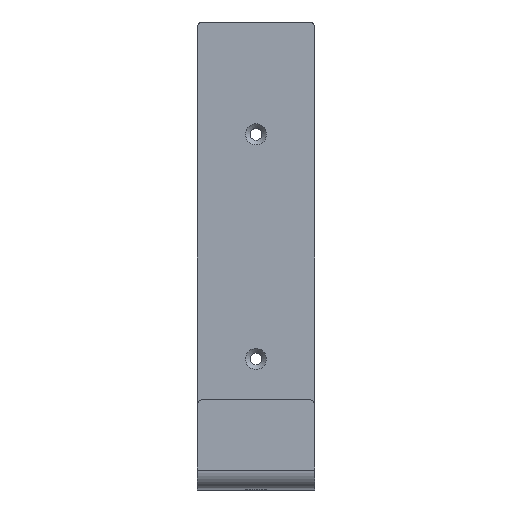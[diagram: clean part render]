
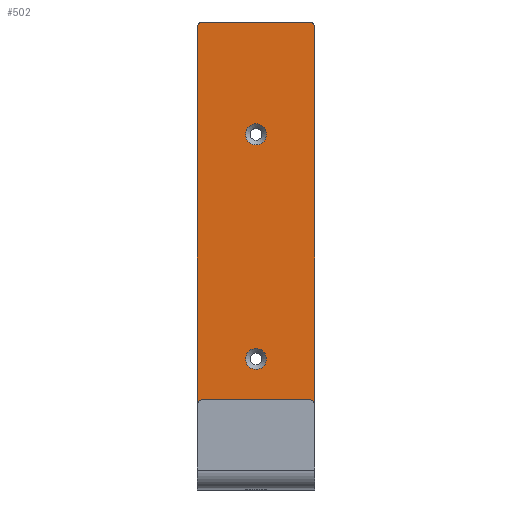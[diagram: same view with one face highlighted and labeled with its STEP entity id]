
A CAD part, top view. The second image highlights one B-rep face of the part: STEP entity #502.
In plain terms, the highlighted planar face has unit normal (0, 0, 1).
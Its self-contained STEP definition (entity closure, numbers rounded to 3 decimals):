
#15=FACE_BOUND('',#91,.T.);
#16=FACE_BOUND('',#92,.T.);
#22=PLANE('',#559);
#58=FACE_OUTER_BOUND('',#90,.T.);
#90=EDGE_LOOP('',(#381,#382,#383,#384,#385,#386));
#91=EDGE_LOOP('',(#387));
#92=EDGE_LOOP('',(#388));
#128=LINE('',#801,#174);
#131=LINE('',#807,#177);
#132=LINE('',#809,#178);
#133=LINE('',#811,#179);
#174=VECTOR('',#645,10.);
#177=VECTOR('',#650,5.76);
#178=VECTOR('',#651,10.);
#179=VECTOR('',#652,5.76);
#215=CIRCLE('',#546,4.5);
#218=CIRCLE('',#551,4.5);
#222=CIRCLE('',#557,2.);
#223=CIRCLE('',#560,2.);
#240=VERTEX_POINT('',#771);
#243=VERTEX_POINT('',#781);
#248=VERTEX_POINT('',#794);
#249=VERTEX_POINT('',#796);
#250=VERTEX_POINT('',#800);
#252=VERTEX_POINT('',#806);
#253=VERTEX_POINT('',#808);
#254=VERTEX_POINT('',#810);
#283=EDGE_CURVE('',#240,#240,#215,.T.);
#288=EDGE_CURVE('',#243,#243,#218,.T.);
#295=EDGE_CURVE('',#248,#249,#222,.T.);
#297=EDGE_CURVE('',#250,#249,#128,.T.);
#300=EDGE_CURVE('',#248,#252,#131,.T.);
#301=EDGE_CURVE('',#252,#253,#132,.T.);
#302=EDGE_CURVE('',#254,#253,#133,.T.);
#303=EDGE_CURVE('',#250,#254,#223,.T.);
#381=ORIENTED_EDGE('',*,*,#295,.F.);
#382=ORIENTED_EDGE('',*,*,#300,.T.);
#383=ORIENTED_EDGE('',*,*,#301,.T.);
#384=ORIENTED_EDGE('',*,*,#302,.F.);
#385=ORIENTED_EDGE('',*,*,#303,.F.);
#386=ORIENTED_EDGE('',*,*,#297,.T.);
#387=ORIENTED_EDGE('',*,*,#283,.T.);
#388=ORIENTED_EDGE('',*,*,#288,.T.);
#502=ADVANCED_FACE('',(#58,#15,#16),#22,.T.);
#546=AXIS2_PLACEMENT_3D('',#772,#613,#614);
#551=AXIS2_PLACEMENT_3D('',#782,#625,#626);
#557=AXIS2_PLACEMENT_3D('',#797,#640,#641);
#559=AXIS2_PLACEMENT_3D('',#805,#648,#649);
#560=AXIS2_PLACEMENT_3D('',#812,#653,#654);
#613=DIRECTION('center_axis',(0.,0.,-1.));
#614=DIRECTION('ref_axis',(1.,0.,0.));
#625=DIRECTION('center_axis',(0.,0.,-1.));
#626=DIRECTION('ref_axis',(1.,0.,0.));
#640=DIRECTION('center_axis',(0.,0.,-1.));
#641=DIRECTION('ref_axis',(-0.707,0.707,0.));
#645=DIRECTION('',(-1.,0.,0.));
#648=DIRECTION('center_axis',(0.,0.,1.));
#649=DIRECTION('ref_axis',(0.,-1.,0.));
#650=DIRECTION('',(0.,-1.,0.));
#651=DIRECTION('',(1.,0.,0.));
#652=DIRECTION('',(0.,-1.,0.));
#653=DIRECTION('center_axis',(0.,0.,-1.));
#654=DIRECTION('ref_axis',(0.707,0.707,0.));
#771=CARTESIAN_POINT('',(20.5,152.,-4.));
#772=CARTESIAN_POINT('Origin',(25.,152.,-4.));
#781=CARTESIAN_POINT('',(20.5,56.,-4.));
#782=CARTESIAN_POINT('Origin',(25.,56.,-4.));
#794=CARTESIAN_POINT('',(0.,198.,-4.));
#796=CARTESIAN_POINT('',(2.,200.,-4.));
#797=CARTESIAN_POINT('Origin',(2.,198.,-4.));
#800=CARTESIAN_POINT('',(48.,200.,-4.));
#801=CARTESIAN_POINT('',(50.,200.,-4.));
#805=CARTESIAN_POINT('Origin',(25.,99.476,-4.));
#806=CARTESIAN_POINT('',(0.,8.,-4.));
#807=CARTESIAN_POINT('',(0.,-10.096,-4.));
#808=CARTESIAN_POINT('',(50.,8.,-4.));
#809=CARTESIAN_POINT('',(25.,8.,-4.));
#810=CARTESIAN_POINT('',(50.,198.,-4.));
#811=CARTESIAN_POINT('',(50.,-10.096,-4.));
#812=CARTESIAN_POINT('Origin',(48.,198.,-4.));
